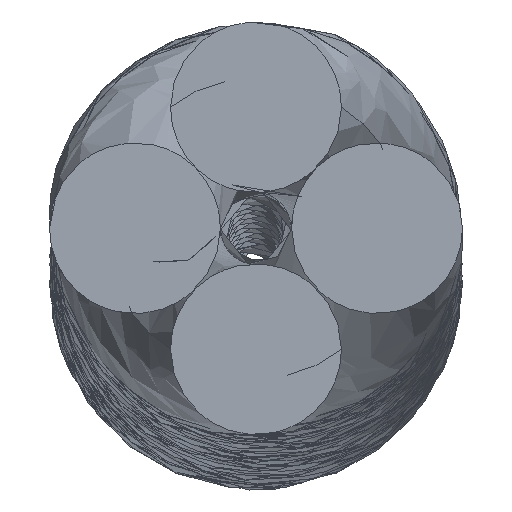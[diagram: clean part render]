
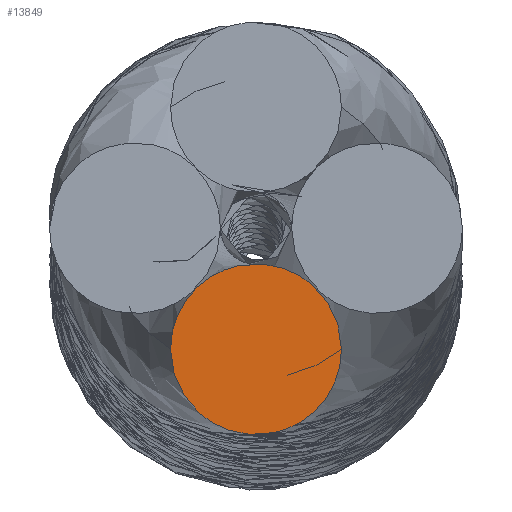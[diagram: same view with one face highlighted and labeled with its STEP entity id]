
A CAD part, top view. The second image highlights one B-rep face of the part: STEP entity #13849.
In plain terms, the highlighted planar face has unit normal (0, 0, 1).
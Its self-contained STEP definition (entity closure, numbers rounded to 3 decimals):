
#717 = CARTESIAN_POINT ( 'NONE',  ( 7.242, -10.258, 0. ) ) ;
#1039 = CARTESIAN_POINT ( 'NONE',  ( -7.261, -12.161, 0. ) ) ;
#1235 = CARTESIAN_POINT ( 'NONE',  ( -7.329, -17.587, 0. ) ) ;
#1610 = ORIENTED_EDGE ( 'NONE', *, *, #7767, .F. ) ;
#1790 = ORIENTED_EDGE ( 'NONE', *, *, #4204, .F. ) ;
#2499 = DIRECTION ( 'NONE',  ( 0., 0., 1. ) ) ;
#2901 = EDGE_LOOP ( 'NONE', ( #1790, #1610 ) ) ;
#3000 = CARTESIAN_POINT ( 'NONE',  ( -7.242, -10.258, 0. ) ) ;
#4204 = EDGE_CURVE ( 'NONE', #12708, #5346, #12489, .T. ) ;
#4264 = CARTESIAN_POINT ( 'NONE',  ( -6.06, -5.54, 0. ) ) ;
#4701 = CARTESIAN_POINT ( 'NONE',  ( 7.242, -10.258, 0. ) ) ;
#5167 = FACE_OUTER_BOUND ( 'NONE', #2901, .T. ) ;
#5346 = VERTEX_POINT ( 'NONE', #8157 ) ;
#5541 = CARTESIAN_POINT ( 'NONE',  ( 0., -2.827, 0. ) ) ;
#6065 = CARTESIAN_POINT ( 'NONE',  ( 7.261, -12.161, 0. ) ) ;
#6798 = CARTESIAN_POINT ( 'NONE',  ( 6.06, -5.54, 0. ) ) ;
#7094 = B_SPLINE_CURVE_WITH_KNOTS ( 'NONE', 3,
 ( #3000, #10530, #4264, #12886, #5541, #14060, #6798, #15252, #8057 ),
 .UNSPECIFIED., .F., .F.,
 ( 4, 1, 1, 1, 1, 1, 4 ),
 ( 0., 0.006, 0.008, 0.011, 0.014, 0.017, 0.023 ),
 .UNSPECIFIED. ) ;
#7316 = CARTESIAN_POINT ( 'NONE',  ( 0., -17.689, 0. ) ) ;
#7767 = EDGE_CURVE ( 'NONE', #5346, #12708, #7094, .T. ) ;
#8057 = CARTESIAN_POINT ( 'NONE',  ( 7.242, -10.258, 0. ) ) ;
#8157 = CARTESIAN_POINT ( 'NONE',  ( -7.242, -10.258, 0. ) ) ;
#8586 = CARTESIAN_POINT ( 'NONE',  ( -6.06, -14.976, 0. ) ) ;
#8779 = PLANE ( 'NONE',  #15787 ) ;
#9833 = CARTESIAN_POINT ( 'NONE',  ( -7.242, -10.258, 0. ) ) ;
#10530 = CARTESIAN_POINT ( 'NONE',  ( -7.261, -8.354, 0. ) ) ;
#11253 = DIRECTION ( 'NONE',  ( 1., 0., 0. ) ) ;
#12489 = B_SPLINE_CURVE_WITH_KNOTS ( 'NONE', 3,
 ( #717, #6065, #13356, #14555, #7316, #15739, #8586, #1039, #9833 ),
 .UNSPECIFIED., .F., .F.,
 ( 4, 1, 1, 1, 1, 1, 4 ),
 ( 0., 0.006, 0.008, 0.011, 0.014, 0.017, 0.023 ),
 .UNSPECIFIED. ) ;
#12708 = VERTEX_POINT ( 'NONE', #4701 ) ;
#12886 = CARTESIAN_POINT ( 'NONE',  ( -2.843, -3.393, 0. ) ) ;
#13356 = CARTESIAN_POINT ( 'NONE',  ( 6.06, -14.976, 0. ) ) ;
#13849 = ADVANCED_FACE ( 'NONE', ( #5167 ), #8779, .T. ) ;
#14060 = CARTESIAN_POINT ( 'NONE',  ( 2.843, -3.393, 0. ) ) ;
#14555 = CARTESIAN_POINT ( 'NONE',  ( 2.843, -17.123, 0. ) ) ;
#15252 = CARTESIAN_POINT ( 'NONE',  ( 7.261, -8.354, 0. ) ) ;
#15739 = CARTESIAN_POINT ( 'NONE',  ( -2.843, -17.123, 0. ) ) ;
#15787 = AXIS2_PLACEMENT_3D ( 'NONE', #1235, #2499, #11253 ) ;
